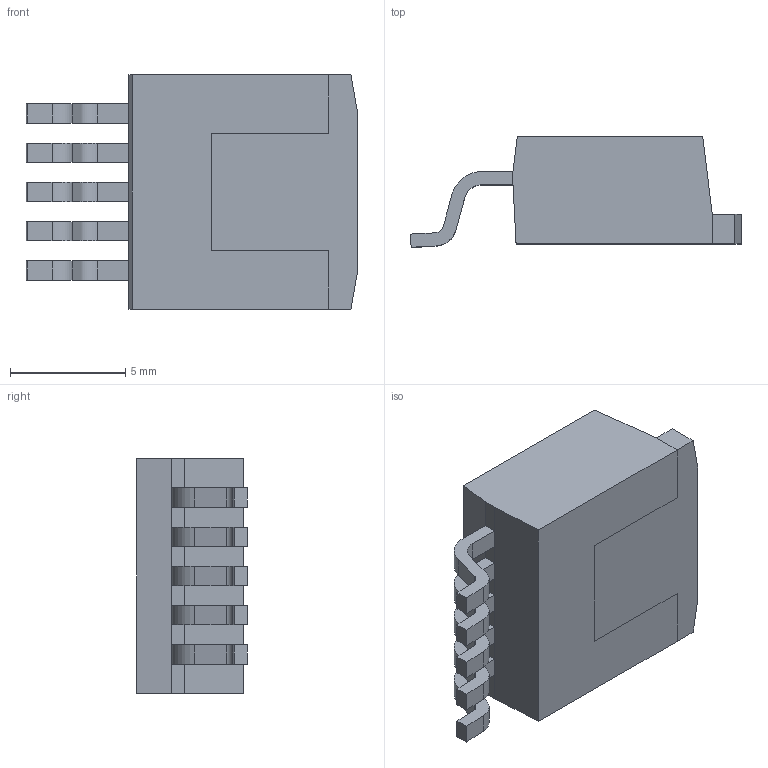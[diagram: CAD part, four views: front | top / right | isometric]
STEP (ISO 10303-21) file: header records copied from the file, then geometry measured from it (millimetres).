
FILE_DESCRIPTION (( 'STEP AP214' ), '1' );
FILE_NAME ('LM2577S-ADJ-NOPB.STEP', '2020-10-24T10:13:28', ( '' ), ( '' ), 'SwSTEP 2.0', 'SolidWorks 2017', '' );
FILE_SCHEMA (( 'AUTOMOTIVE_DESIGN' ));
Length unit declared in the file: inch
Products named in the file (1): LM2577S-ADJ-NOPB
Bounding box: 14.35 x 4.8 x 10.16 mm (x, y, z)
Volume: 427.9 mm3; surface area: 564.8 mm2
Topology: 8 solids, 8 shells, 103 faces, 256 edges, 170 vertices
Faces by surface type: plane 79, cylinder 24
Entity records: 3159 total; most frequent: CARTESIAN_POINT 530, ORIENTED_EDGE 512, DIRECTION 512, EDGE_CURVE 256, VECTOR 208, LINE 208, VERTEX_POINT 170, AXIS2_PLACEMENT_3D 152
